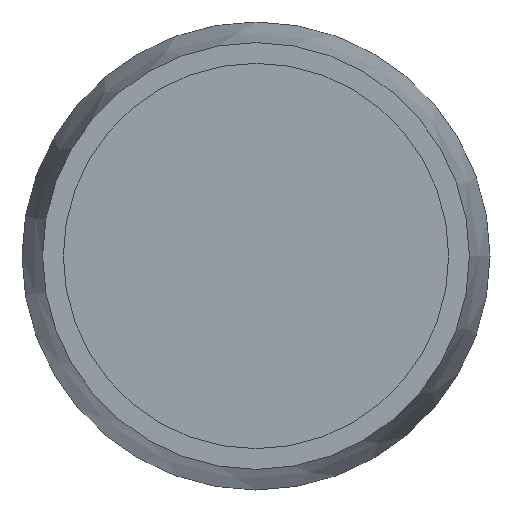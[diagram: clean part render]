
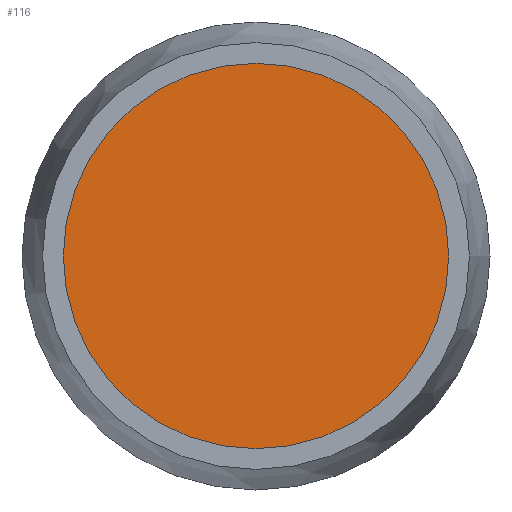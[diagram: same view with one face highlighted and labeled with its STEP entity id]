
A CAD part, front view. The second image highlights one B-rep face of the part: STEP entity #116.
In plain terms, the highlighted planar face has unit normal (0, -1, 0).
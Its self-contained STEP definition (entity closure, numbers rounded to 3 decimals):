
#19=PLANE('',#147);
#24=FACE_OUTER_BOUND('',#33,.T.);
#33=EDGE_LOOP('',(#88));
#52=CIRCLE('',#146,14.);
#62=VERTEX_POINT('',#211);
#72=EDGE_CURVE('',#62,#62,#52,.T.);
#88=ORIENTED_EDGE('',*,*,#72,.F.);
#116=ADVANCED_FACE('',(#24),#19,.F.);
#146=AXIS2_PLACEMENT_3D('',#213,#170,#171);
#147=AXIS2_PLACEMENT_3D('',#214,#172,#173);
#170=DIRECTION('center_axis',(0.,1.,0.));
#171=DIRECTION('ref_axis',(-1.,0.,0.));
#172=DIRECTION('center_axis',(0.,1.,0.));
#173=DIRECTION('ref_axis',(0.,0.,1.));
#211=CARTESIAN_POINT('',(14.,30.,0.));
#213=CARTESIAN_POINT('Origin',(0.,30.,0.));
#214=CARTESIAN_POINT('Origin',(0.,30.,0.));
